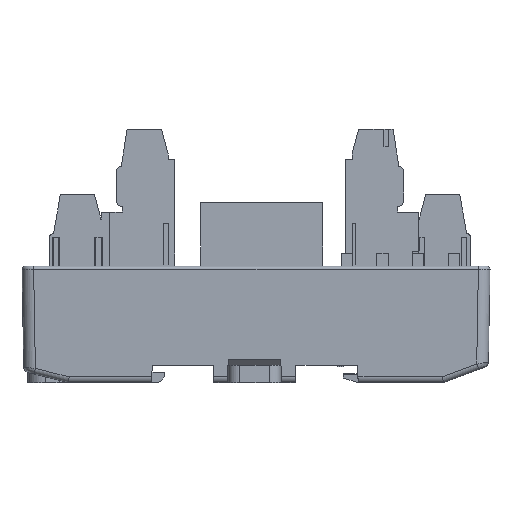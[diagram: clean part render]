
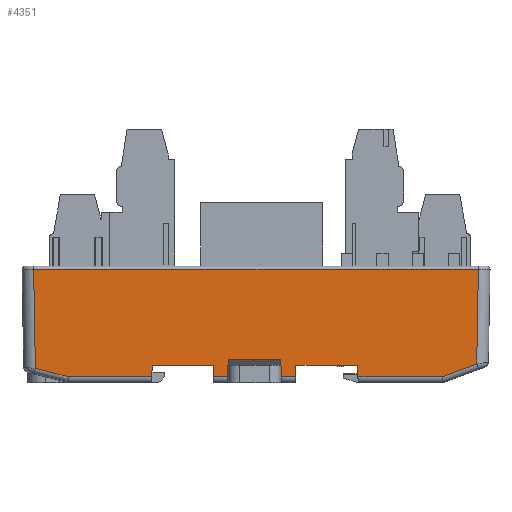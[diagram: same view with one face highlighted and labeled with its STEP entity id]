
A CAD part, left-side view. The second image highlights one B-rep face of the part: STEP entity #4351.
In plain terms, the highlighted planar face has unit normal (-1, 0, -0.018).
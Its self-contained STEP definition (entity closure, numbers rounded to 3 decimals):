
#2050=FACE_OUTER_BOUND('',#9646,.T.);
#4351=ADVANCED_FACE('',(#2050),#6793,.T.);
#6793=PLANE('',#47068);
#9646=EDGE_LOOP('',(#22638,#22639,#22640,#22641,#22642,#22643,#22644,#22645,
#22646,#22647,#22648,#22649,#22650,#22651,#22652,#22653,#22654,#22655));
#12456=LINE('',#62062,#17424);
#12554=LINE('',#62274,#17522);
#12598=LINE('',#62461,#17566);
#12608=LINE('',#62500,#17576);
#12609=LINE('',#62502,#17577);
#12610=LINE('',#62504,#17578);
#12611=LINE('',#62506,#17579);
#12612=LINE('',#62508,#17580);
#12613=LINE('',#62510,#17581);
#12614=LINE('',#62512,#17582);
#12615=LINE('',#62513,#17583);
#12616=LINE('',#62515,#17584);
#12617=LINE('',#62517,#17585);
#12618=LINE('',#62519,#17586);
#12619=LINE('',#62520,#17587);
#12620=LINE('',#62522,#17588);
#12621=LINE('',#62524,#17589);
#12622=LINE('',#62526,#17590);
#17424=VECTOR('',#50424,1.);
#17522=VECTOR('',#50560,1.);
#17566=VECTOR('',#50614,1.);
#17576=VECTOR('',#50650,1.);
#17577=VECTOR('',#50651,1.);
#17578=VECTOR('',#50652,1.);
#17579=VECTOR('',#50653,1.);
#17580=VECTOR('',#50654,1.);
#17581=VECTOR('',#50655,1.);
#17582=VECTOR('',#50656,1.);
#17583=VECTOR('',#50657,1.);
#17584=VECTOR('',#50658,1.);
#17585=VECTOR('',#50659,1.);
#17586=VECTOR('',#50660,1.);
#17587=VECTOR('',#50661,1.);
#17588=VECTOR('',#50662,1.);
#17589=VECTOR('',#50663,1.);
#17590=VECTOR('',#50664,1.);
#22638=ORIENTED_EDGE('',*,*,#40097,.F.);
#22639=ORIENTED_EDGE('',*,*,#40098,.T.);
#22640=ORIENTED_EDGE('',*,*,#40099,.F.);
#22641=ORIENTED_EDGE('',*,*,#40100,.T.);
#22642=ORIENTED_EDGE('',*,*,#40101,.F.);
#22643=ORIENTED_EDGE('',*,*,#40102,.T.);
#22644=ORIENTED_EDGE('',*,*,#40103,.T.);
#22645=ORIENTED_EDGE('',*,*,#40029,.F.);
#22646=ORIENTED_EDGE('',*,*,#40104,.T.);
#22647=ORIENTED_EDGE('',*,*,#40105,.T.);
#22648=ORIENTED_EDGE('',*,*,#40106,.T.);
#22649=ORIENTED_EDGE('',*,*,#40107,.T.);
#22650=ORIENTED_EDGE('',*,*,#40077,.F.);
#22651=ORIENTED_EDGE('',*,*,#40108,.T.);
#22652=ORIENTED_EDGE('',*,*,#40109,.T.);
#22653=ORIENTED_EDGE('',*,*,#40110,.T.);
#22654=ORIENTED_EDGE('',*,*,#40111,.T.);
#22655=ORIENTED_EDGE('',*,*,#39928,.F.);
#35601=VERTEX_POINT('',#62048);
#35608=VERTEX_POINT('',#62061);
#35695=VERTEX_POINT('',#62273);
#35696=VERTEX_POINT('',#62275);
#35738=VERTEX_POINT('',#62462);
#35739=VERTEX_POINT('',#62463);
#35754=VERTEX_POINT('',#62501);
#35755=VERTEX_POINT('',#62503);
#35756=VERTEX_POINT('',#62505);
#35757=VERTEX_POINT('',#62507);
#35758=VERTEX_POINT('',#62509);
#35759=VERTEX_POINT('',#62511);
#35760=VERTEX_POINT('',#62514);
#35761=VERTEX_POINT('',#62516);
#35762=VERTEX_POINT('',#62518);
#35763=VERTEX_POINT('',#62521);
#35764=VERTEX_POINT('',#62523);
#35765=VERTEX_POINT('',#62525);
#39928=EDGE_CURVE('',#35608,#35601,#12456,.T.);
#40029=EDGE_CURVE('',#35695,#35696,#12554,.T.);
#40077=EDGE_CURVE('',#35738,#35739,#12598,.T.);
#40097=EDGE_CURVE('',#35754,#35608,#12608,.T.);
#40098=EDGE_CURVE('',#35754,#35755,#12609,.T.);
#40099=EDGE_CURVE('',#35756,#35755,#12610,.T.);
#40100=EDGE_CURVE('',#35756,#35757,#12611,.T.);
#40101=EDGE_CURVE('',#35758,#35757,#12612,.T.);
#40102=EDGE_CURVE('',#35758,#35759,#12613,.T.);
#40103=EDGE_CURVE('',#35759,#35696,#12614,.T.);
#40104=EDGE_CURVE('',#35695,#35760,#12615,.T.);
#40105=EDGE_CURVE('',#35760,#35761,#12616,.T.);
#40106=EDGE_CURVE('',#35761,#35762,#12617,.T.);
#40107=EDGE_CURVE('',#35762,#35739,#12618,.T.);
#40108=EDGE_CURVE('',#35738,#35763,#12619,.T.);
#40109=EDGE_CURVE('',#35763,#35764,#12620,.T.);
#40110=EDGE_CURVE('',#35764,#35765,#12621,.T.);
#40111=EDGE_CURVE('',#35765,#35601,#12622,.T.);
#47068=AXIS2_PLACEMENT_3D('',#62527,#50665,#50666);
#50424=DIRECTION('',(0.,1.,0.));
#50560=DIRECTION('',(0.,1.,0.));
#50614=DIRECTION('',(0.,-1.,0.));
#50650=DIRECTION('',(-0.017,0.035,0.999));
#50651=DIRECTION('',(0.,-1.,0.));
#50652=DIRECTION('',(0.017,0.035,-0.999));
#50653=DIRECTION('',(0.,-1.,0.));
#50654=DIRECTION('',(-0.017,0.035,0.999));
#50655=DIRECTION('',(0.,-1.,0.));
#50656=DIRECTION('',(-0.017,-0.035,0.999));
#50657=DIRECTION('',(0.017,-0.017,-1.));
#50658=DIRECTION('',(0.,-1.,0.));
#50659=DIRECTION('',(-0.006,-0.936,0.351));
#50660=DIRECTION('',(-0.017,-0.017,1.));
#50661=DIRECTION('',(0.017,-0.017,-1.));
#50662=DIRECTION('',(0.004,-0.97,-0.243));
#50663=DIRECTION('',(0.,-1.,0.));
#50664=DIRECTION('',(-0.017,-0.017,1.));
#50665=DIRECTION('',(-1.,0.,-0.017));
#50666=DIRECTION('',(-0.017,0.,1.));
#62048=CARTESIAN_POINT('',(-278.653,187.854,191.8));
#62061=CARTESIAN_POINT('',(-278.653,177.367,191.8));
#62062=CARTESIAN_POINT('',(-278.653,170.005,191.8));
#62273=CARTESIAN_POINT('',(-278.653,152.522,191.8));
#62274=CARTESIAN_POINT('',(-278.653,170.005,191.8));
#62275=CARTESIAN_POINT('',(-278.653,163.158,191.8));
#62461=CARTESIAN_POINT('',(-278.941,170.005,208.288));
#62462=CARTESIAN_POINT('',(-278.941,208.205,208.288));
#62463=CARTESIAN_POINT('',(-278.941,131.804,208.288));
#62500=CARTESIAN_POINT('',(-278.945,177.952,208.525));
#62501=CARTESIAN_POINT('',(-278.618,177.297,189.783));
#62502=CARTESIAN_POINT('',(-278.618,170.005,189.783));
#62503=CARTESIAN_POINT('',(-278.618,174.883,189.783));
#62504=CARTESIAN_POINT('',(-278.642,174.835,191.172));
#62505=CARTESIAN_POINT('',(-278.67,174.778,192.8));
#62506=CARTESIAN_POINT('',(-278.67,165.713,192.8));
#62507=CARTESIAN_POINT('',(-278.67,165.748,192.8));
#62508=CARTESIAN_POINT('',(-278.642,165.691,191.172));
#62509=CARTESIAN_POINT('',(-278.618,165.642,189.783));
#62510=CARTESIAN_POINT('',(-278.618,170.005,189.783));
#62511=CARTESIAN_POINT('',(-278.618,163.228,189.783));
#62512=CARTESIAN_POINT('',(-278.598,163.269,188.625));
#62513=CARTESIAN_POINT('',(-278.642,152.511,191.172));
#62514=CARTESIAN_POINT('',(-278.618,152.487,189.783));
#62515=CARTESIAN_POINT('',(-278.618,170.005,189.783));
#62516=CARTESIAN_POINT('',(-278.618,137.977,189.783));
#62517=CARTESIAN_POINT('',(-278.475,159.8,181.599));
#62518=CARTESIAN_POINT('',(-278.656,132.089,191.991));
#62519=CARTESIAN_POINT('',(-278.938,131.807,208.136));
#62520=CARTESIAN_POINT('',(-278.635,207.899,190.756));
#62521=CARTESIAN_POINT('',(-278.643,207.907,191.237));
#62522=CARTESIAN_POINT('',(-278.506,176.369,183.352));
#62523=CARTESIAN_POINT('',(-278.618,202.091,189.783));
#62524=CARTESIAN_POINT('',(-278.618,170.005,189.783));
#62525=CARTESIAN_POINT('',(-278.618,187.889,189.783));
#62526=CARTESIAN_POINT('',(-278.955,187.551,209.109));
#62527=CARTESIAN_POINT('',(-278.95,170.005,208.803));
